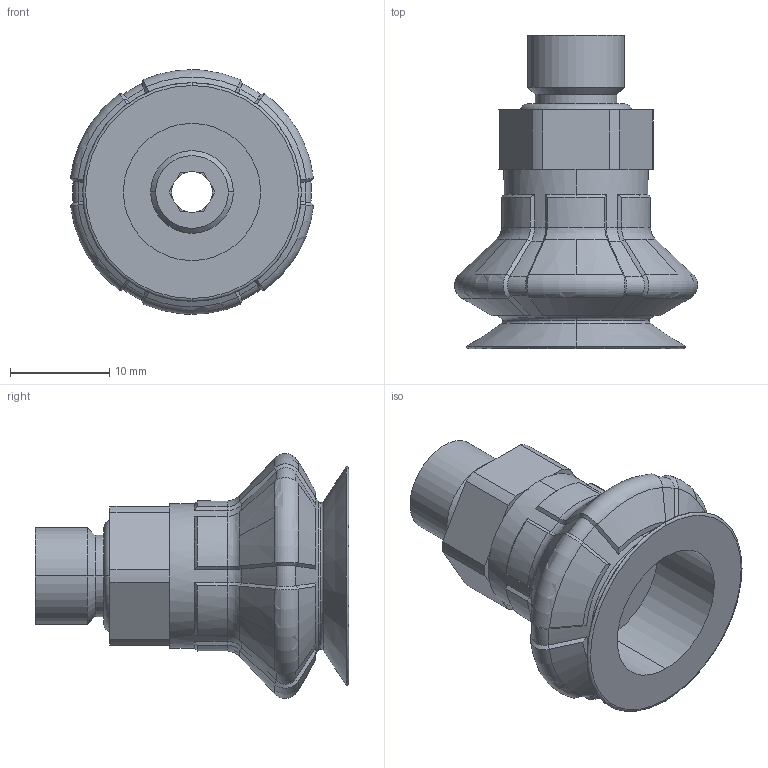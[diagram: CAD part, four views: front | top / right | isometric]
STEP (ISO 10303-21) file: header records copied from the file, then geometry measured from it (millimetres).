
FILE_DESCRIPTION (( 'STEP AP203' ), '1' );
FILE_NAME ('10.01.06.03492.step', '2021-04-14T12:32:01', ( '' ), ( '' ), 'SwSTEP 2.0', 'SolidWorks 2021', '' );
FILE_SCHEMA (( 'CONFIG_CONTROL_DESIGN' ));
Length unit declared in the file: millimetre
Products named in the file (1): 10.01.06.03492
Bounding box: 24.44 x 31.5 x 24.59 mm (x, y, z)
Volume: 4616.1 mm3; surface area: 4145.9 mm2
Topology: 3 solids, 3 shells, 228 faces, 565 edges, 348 vertices
Faces by surface type: plane 53, cone 52, bspline 48, torus 40, cylinder 35
Entity records: 15838 total; most frequent: CARTESIAN_POINT 10762, ORIENTED_EDGE 1130, DIRECTION 927, EDGE_CURVE 565, AXIS2_PLACEMENT_3D 393, VERTEX_POINT 348, EDGE_LOOP 239, FACE_OUTER_BOUND 228
